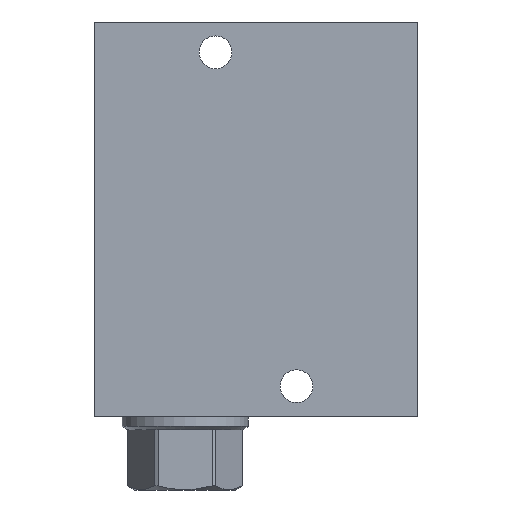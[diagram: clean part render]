
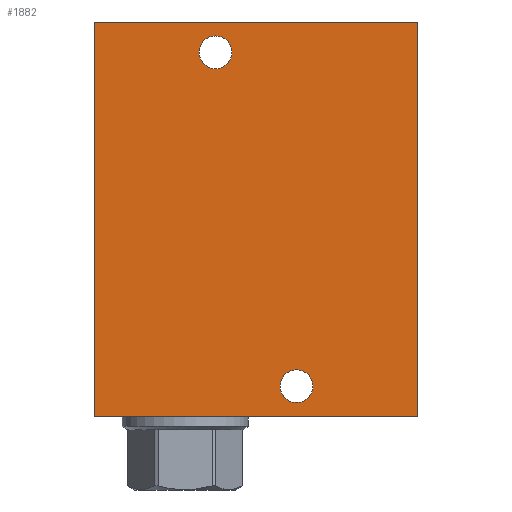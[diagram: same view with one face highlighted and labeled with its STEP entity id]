
A CAD part, front view. The second image highlights one B-rep face of the part: STEP entity #1882.
In plain terms, the highlighted planar face has unit normal (0, -1, 0).
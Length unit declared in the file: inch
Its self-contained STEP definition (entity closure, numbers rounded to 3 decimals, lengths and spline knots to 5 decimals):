
#5=DIRECTION('',(1.,0.,0.));
#6=VECTOR('',#5,4.);
#7=CARTESIAN_POINT('',(0.,-2.25,0.));
#8=LINE('',#7,#6);
#75=DIRECTION('',(0.,0.,1.));
#76=VECTOR('',#75,4.875);
#77=CARTESIAN_POINT('',(4.,-2.25,0.));
#78=LINE('',#77,#76);
#89=DIRECTION('',(0.,0.,1.));
#90=VECTOR('',#89,4.875);
#91=CARTESIAN_POINT('',(0.,-2.25,0.));
#92=LINE('',#91,#90);
#93=CARTESIAN_POINT('',(2.5,-2.25,0.375));
#94=DIRECTION('',(0.,1.,0.));
#95=DIRECTION('',(0.,0.,-1.));
#96=AXIS2_PLACEMENT_3D('',#93,#94,#95);
#98=CARTESIAN_POINT('',(2.5,-2.25,0.375));
#99=DIRECTION('',(0.,1.,0.));
#100=DIRECTION('',(0.,0.,1.));
#101=AXIS2_PLACEMENT_3D('',#98,#99,#100);
#103=CARTESIAN_POINT('',(1.5,-2.25,4.5));
#104=DIRECTION('',(0.,1.,0.));
#105=DIRECTION('',(0.,0.,-1.));
#106=AXIS2_PLACEMENT_3D('',#103,#104,#105);
#108=CARTESIAN_POINT('',(1.5,-2.25,4.5));
#109=DIRECTION('',(0.,1.,0.));
#110=DIRECTION('',(0.,0.,1.));
#111=AXIS2_PLACEMENT_3D('',#108,#109,#110);
#125=DIRECTION('',(1.,0.,0.));
#126=VECTOR('',#125,4.);
#127=CARTESIAN_POINT('',(0.,-2.25,4.875));
#128=LINE('',#127,#126);
#1532=CARTESIAN_POINT('',(0.,-2.25,0.));
#1534=VERTEX_POINT('',#1532);
#1535=CARTESIAN_POINT('',(4.,-2.25,0.));
#1536=VERTEX_POINT('',#1535);
#1540=CARTESIAN_POINT('',(0.,-2.25,4.875));
#1542=VERTEX_POINT('',#1540);
#1543=CARTESIAN_POINT('',(4.,-2.25,4.875));
#1544=VERTEX_POINT('',#1543);
#1681=CARTESIAN_POINT('',(2.5,-2.25,0.172));
#1682=CARTESIAN_POINT('',(2.5,-2.25,0.578));
#1683=VERTEX_POINT('',#1681);
#1684=VERTEX_POINT('',#1682);
#1693=CARTESIAN_POINT('',(1.5,-2.25,4.297));
#1694=CARTESIAN_POINT('',(1.5,-2.25,4.703));
#1695=VERTEX_POINT('',#1693);
#1696=VERTEX_POINT('',#1694);
#1858=CARTESIAN_POINT('',(0.,-2.25,0.));
#1859=DIRECTION('',(0.,-1.,0.));
#1860=DIRECTION('',(1.,0.,0.));
#1861=AXIS2_PLACEMENT_3D('',#1858,#1859,#1860);
#1862=PLANE('',#1861);
#1863=ORIENTED_EDGE('',*,*,#1770,.F.);
#1864=ORIENTED_EDGE('',*,*,#1795,.T.);
#1866=ORIENTED_EDGE('',*,*,#1865,.T.);
#1867=ORIENTED_EDGE('',*,*,#1844,.F.);
#1868=EDGE_LOOP('',(#1863,#1864,#1866,#1867));
#1869=FACE_OUTER_BOUND('',#1868,.F.);
#1871=ORIENTED_EDGE('',*,*,#1870,.F.);
#1873=ORIENTED_EDGE('',*,*,#1872,.F.);
#1874=EDGE_LOOP('',(#1871,#1873));
#1875=FACE_BOUND('',#1874,.F.);
#1877=ORIENTED_EDGE('',*,*,#1876,.F.);
#1879=ORIENTED_EDGE('',*,*,#1878,.F.);
#1880=EDGE_LOOP('',(#1877,#1879));
#1881=FACE_BOUND('',#1880,.F.);
#1882=ADVANCED_FACE('',(#1869,#1875,#1881),#1862,.T.);
#97=CIRCLE('',#96,0.203);
#102=CIRCLE('',#101,0.203);
#107=CIRCLE('',#106,0.203);
#112=CIRCLE('',#111,0.203);
#1770=EDGE_CURVE('',#1534,#1536,#8,.T.);
#1795=EDGE_CURVE('',#1534,#1542,#92,.T.);
#1844=EDGE_CURVE('',#1536,#1544,#78,.T.);
#1865=EDGE_CURVE('',#1542,#1544,#128,.T.);
#1870=EDGE_CURVE('',#1683,#1684,#97,.T.);
#1872=EDGE_CURVE('',#1684,#1683,#102,.T.);
#1876=EDGE_CURVE('',#1695,#1696,#107,.T.);
#1878=EDGE_CURVE('',#1696,#1695,#112,.T.);
